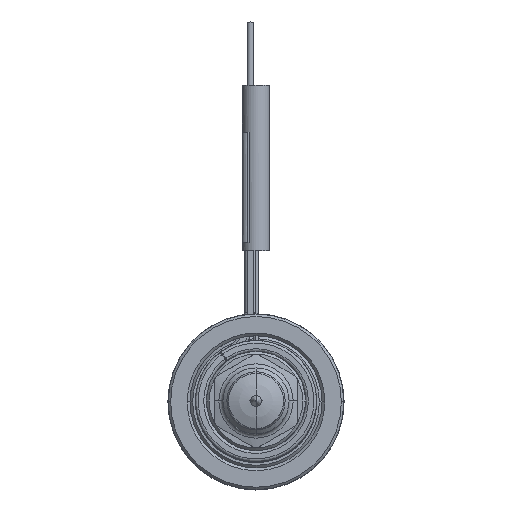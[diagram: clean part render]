
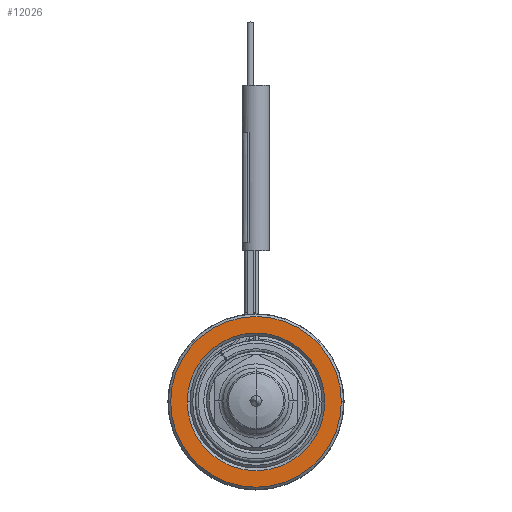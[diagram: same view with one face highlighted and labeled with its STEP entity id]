
A CAD part, top view. The second image highlights one B-rep face of the part: STEP entity #12026.
In plain terms, the highlighted planar face has unit normal (0, 0, 1).
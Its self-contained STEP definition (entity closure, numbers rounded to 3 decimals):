
#2706=CARTESIAN_POINT('',(0.,0.,25.));
#2707=DIRECTION('',(0.,0.,-1.));
#2708=DIRECTION('',(-1.,0.,0.));
#2709=AXIS2_PLACEMENT_3D('',#2706,#2707,#2708);
#2720=CARTESIAN_POINT('',(0.,0.,25.));
#2721=DIRECTION('',(0.,0.,-1.));
#2722=DIRECTION('',(1.,0.,0.));
#2723=AXIS2_PLACEMENT_3D('',#2720,#2721,#2722);
#2734=CARTESIAN_POINT('',(0.,0.,
25.));
#2735=DIRECTION('',(0.,0.,-1.));
#2736=DIRECTION('',(1.,0.,0.));
#2737=AXIS2_PLACEMENT_3D('',#2734,#2735,#2736);
#2748=CARTESIAN_POINT('',(0.,0.,25.));
#2749=DIRECTION('',(0.,0.,-1.));
#2750=DIRECTION('',(-1.,0.,0.));
#2751=AXIS2_PLACEMENT_3D('',#2748,#2749,#2750);
#7571=CARTESIAN_POINT('',(15.5,0.,25.));
#7572=CARTESIAN_POINT('',(-15.5,0.,
25.));
#7573=VERTEX_POINT('',#7571);
#7574=VERTEX_POINT('',#7572);
#7575=CARTESIAN_POINT('',(12.5,0.,25.));
#7576=CARTESIAN_POINT('',(-12.5,0.,25.));
#7577=VERTEX_POINT('',#7575);
#7578=VERTEX_POINT('',#7576);
#12011=CARTESIAN_POINT('',(0.,0.,25.));
#12012=DIRECTION('',(0.,0.,1.));
#12013=DIRECTION('',(-1.,0.,0.));
#12014=AXIS2_PLACEMENT_3D('',#12011,#12012,#12013);
#12015=PLANE('',#12014);
#12016=ORIENTED_EDGE('',*,*,#11993,.T.);
#12017=ORIENTED_EDGE('',*,*,#11978,.T.);
#12018=EDGE_LOOP('',(#12016,#12017));
#12019=FACE_OUTER_BOUND('',#12018,.F.);
#12021=ORIENTED_EDGE('',*,*,#12020,.F.);
#12023=ORIENTED_EDGE('',*,*,#12022,.F.);
#12024=EDGE_LOOP('',(#12021,#12023));
#12025=FACE_BOUND('',#12024,.F.);
#2710=CIRCLE('',#2709,15.5);
#2724=CIRCLE('',#2723,15.5);
#2738=CIRCLE('',#2737,12.5);
#2752=CIRCLE('',#2751,12.5);
#11978=EDGE_CURVE('',#7574,#7573,#2710,.T.);
#11993=EDGE_CURVE('',#7573,#7574,#2724,.T.);
#12020=EDGE_CURVE('',#7577,#7578,#2738,.T.);
#12022=EDGE_CURVE('',#7578,#7577,#2752,.T.);
#12026=ADVANCED_FACE('',(#12019,#12025),#12015,.T.);
